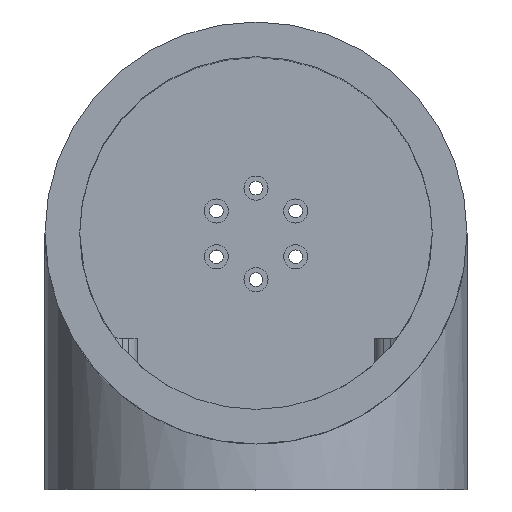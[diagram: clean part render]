
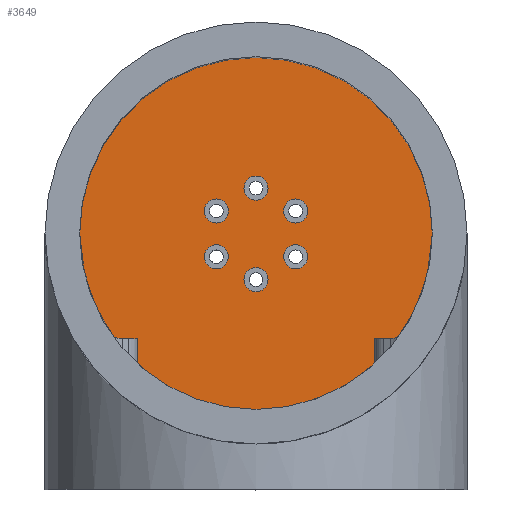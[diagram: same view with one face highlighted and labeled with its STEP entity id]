
A CAD part, top view. The second image highlights one B-rep face of the part: STEP entity #3649.
In plain terms, the highlighted planar face has unit normal (0, 0, 1).
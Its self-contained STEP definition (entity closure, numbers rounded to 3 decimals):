
#35 = VERTEX_POINT ( 'NONE', #2689 ) ;
#52 = VERTEX_POINT ( 'NONE', #3757 ) ;
#93 = EDGE_LOOP ( 'NONE', ( #3743, #648 ) ) ;
#94 = DIRECTION ( 'NONE',  ( 0., 0., 1. ) ) ;
#127 = PLANE ( 'NONE',  #236 ) ;
#147 = DIRECTION ( 'NONE',  ( 0., 0., -1. ) ) ;
#226 = CIRCLE ( 'NONE', #2489, 4. ) ;
#234 = AXIS2_PLACEMENT_3D ( 'NONE', #1831, #1896, #3919 ) ;
#236 = AXIS2_PLACEMENT_3D ( 'NONE', #3527, #4246, #1816 ) ;
#313 = ORIENTED_EDGE ( 'NONE', *, *, #2178, .F. ) ;
#333 = EDGE_LOOP ( 'NONE', ( #2567, #912 ) ) ;
#346 = CARTESIAN_POINT ( 'NONE',  ( 0.004, 15.18, 8. ) ) ;
#392 = EDGE_CURVE ( 'NONE', #35, #1095, #990, .T. ) ;
#428 = AXIS2_PLACEMENT_3D ( 'NONE', #2186, #94, #1132 ) ;
#453 = CARTESIAN_POINT ( 'NONE',  ( 9.154, -7.577, 8. ) ) ;
#518 = DIRECTION ( 'NONE',  ( -1., 0., 0. ) ) ;
#579 = ORIENTED_EDGE ( 'NONE', *, *, #1981, .F. ) ;
#629 = CARTESIAN_POINT ( 'NONE',  ( -58.5, 0., 8. ) ) ;
#643 = AXIS2_PLACEMENT_3D ( 'NONE', #1201, #2251, #3609 ) ;
#648 = ORIENTED_EDGE ( 'NONE', *, *, #3149, .F. ) ;
#654 = CARTESIAN_POINT ( 'NONE',  ( -17.146, 7.59, 8. ) ) ;
#665 = CARTESIAN_POINT ( 'NONE',  ( 0.004, -15.18, 8. ) ) ;
#698 = EDGE_CURVE ( 'NONE', #2094, #1148, #1785, .T. ) ;
#712 = AXIS2_PLACEMENT_3D ( 'NONE', #665, #1977, #2383 ) ;
#825 = FACE_BOUND ( 'NONE', #1832, .T. ) ;
#833 = CARTESIAN_POINT ( 'NONE',  ( -13.146, -7.59, 8. ) ) ;
#842 = EDGE_CURVE ( 'NONE', #3074, #967, #2213, .T. ) ;
#847 = VERTEX_POINT ( 'NONE', #935 ) ;
#856 = AXIS2_PLACEMENT_3D ( 'NONE', #3259, #3981, #4274 ) ;
#884 = DIRECTION ( 'NONE',  ( 1., 0., 0. ) ) ;
#912 = ORIENTED_EDGE ( 'NONE', *, *, #3735, .F. ) ;
#935 = CARTESIAN_POINT ( 'NONE',  ( -9.146, -7.59, 8. ) ) ;
#937 = EDGE_LOOP ( 'NONE', ( #1918, #3286 ) ) ;
#967 = VERTEX_POINT ( 'NONE', #3050 ) ;
#972 = EDGE_CURVE ( 'NONE', #973, #3905, #3975, .T. ) ;
#973 = VERTEX_POINT ( 'NONE', #3383 ) ;
#978 = DIRECTION ( 'NONE',  ( 1., 0., 0. ) ) ;
#990 = CIRCLE ( 'NONE', #3558, 4. ) ;
#1017 = VERTEX_POINT ( 'NONE', #3081 ) ;
#1095 = VERTEX_POINT ( 'NONE', #453 ) ;
#1132 = DIRECTION ( 'NONE',  ( 1., 0., 0. ) ) ;
#1148 = VERTEX_POINT ( 'NONE', #3151 ) ;
#1201 = CARTESIAN_POINT ( 'NONE',  ( -13.146, -7.59, 8. ) ) ;
#1247 = CARTESIAN_POINT ( 'NONE',  ( 13.154, 7.577, 8. ) ) ;
#1270 = DIRECTION ( 'NONE',  ( 0., 0., 1. ) ) ;
#1295 = VERTEX_POINT ( 'NONE', #2310 ) ;
#1344 = CARTESIAN_POINT ( 'NONE',  ( 9.154, 7.577, 8. ) ) ;
#1370 = EDGE_CURVE ( 'NONE', #1095, #35, #3847, .T. ) ;
#1442 = CIRCLE ( 'NONE', #234, 4. ) ;
#1454 = ORIENTED_EDGE ( 'NONE', *, *, #842, .F. ) ;
#1484 = VERTEX_POINT ( 'NONE', #1344 ) ;
#1506 = CARTESIAN_POINT ( 'NONE',  ( 0., 0., 8. ) ) ;
#1572 = AXIS2_PLACEMENT_3D ( 'NONE', #1506, #1795, #2863 ) ;
#1634 = AXIS2_PLACEMENT_3D ( 'NONE', #2478, #1822, #2439 ) ;
#1661 = CARTESIAN_POINT ( 'NONE',  ( 13.154, -7.577, 8. ) ) ;
#1676 = DIRECTION ( 'NONE',  ( 0., 0., 1. ) ) ;
#1728 = EDGE_CURVE ( 'NONE', #967, #3074, #3120, .T. ) ;
#1785 = CIRCLE ( 'NONE', #1572, 58.5 ) ;
#1795 = DIRECTION ( 'NONE',  ( 0., 0., -1. ) ) ;
#1816 = DIRECTION ( 'NONE',  ( -1., 0., 0. ) ) ;
#1822 = DIRECTION ( 'NONE',  ( 0., 0., 1. ) ) ;
#1831 = CARTESIAN_POINT ( 'NONE',  ( 13.154, 7.577, 8. ) ) ;
#1832 = EDGE_LOOP ( 'NONE', ( #3969, #4330 ) ) ;
#1842 = DIRECTION ( 'NONE',  ( 0., 0., 1. ) ) ;
#1857 = FACE_BOUND ( 'NONE', #2018, .T. ) ;
#1896 = DIRECTION ( 'NONE',  ( 0., 0., 1. ) ) ;
#1918 = ORIENTED_EDGE ( 'NONE', *, *, #392, .F. ) ;
#1964 = CARTESIAN_POINT ( 'NONE',  ( 13.154, -7.577, 8. ) ) ;
#1977 = DIRECTION ( 'NONE',  ( 0., 0., 1. ) ) ;
#1981 = EDGE_CURVE ( 'NONE', #3905, #973, #4187, .T. ) ;
#2018 = EDGE_LOOP ( 'NONE', ( #313, #3566 ) ) ;
#2026 = CARTESIAN_POINT ( 'NONE',  ( -3.996, -15.18, 8. ) ) ;
#2094 = VERTEX_POINT ( 'NONE', #629 ) ;
#2097 = VERTEX_POINT ( 'NONE', #654 ) ;
#2175 = FACE_BOUND ( 'NONE', #2180, .T. ) ;
#2178 = EDGE_CURVE ( 'NONE', #52, #2097, #3972, .T. ) ;
#2180 = EDGE_LOOP ( 'NONE', ( #3127, #579 ) ) ;
#2186 = CARTESIAN_POINT ( 'NONE',  ( 0.004, -15.18, 8. ) ) ;
#2210 = EDGE_CURVE ( 'NONE', #847, #1295, #2560, .T. ) ;
#2213 = CIRCLE ( 'NONE', #856, 4. ) ;
#2251 = DIRECTION ( 'NONE',  ( 0., 0., 1. ) ) ;
#2292 = CIRCLE ( 'NONE', #4345, 4. ) ;
#2310 = CARTESIAN_POINT ( 'NONE',  ( -17.146, -7.59, 8. ) ) ;
#2354 = CIRCLE ( 'NONE', #643, 4. ) ;
#2367 = FACE_BOUND ( 'NONE', #93, .T. ) ;
#2383 = DIRECTION ( 'NONE',  ( 1., 0., 0. ) ) ;
#2436 = DIRECTION ( 'NONE',  ( 0., 0., 1. ) ) ;
#2439 = DIRECTION ( 'NONE',  ( 1., 0., 0. ) ) ;
#2459 = EDGE_CURVE ( 'NONE', #2097, #52, #226, .T. ) ;
#2478 = CARTESIAN_POINT ( 'NONE',  ( -13.146, 7.59, 8. ) ) ;
#2489 = AXIS2_PLACEMENT_3D ( 'NONE', #3699, #1676, #2988 ) ;
#2520 = FACE_BOUND ( 'NONE', #2523, .T. ) ;
#2523 = EDGE_LOOP ( 'NONE', ( #1454, #3483 ) ) ;
#2560 = CIRCLE ( 'NONE', #3210, 4. ) ;
#2567 = ORIENTED_EDGE ( 'NONE', *, *, #698, .F. ) ;
#2623 = DIRECTION ( 'NONE',  ( 1., 0., 0. ) ) ;
#2689 = CARTESIAN_POINT ( 'NONE',  ( 17.154, -7.577, 8. ) ) ;
#2817 = EDGE_CURVE ( 'NONE', #1295, #847, #2354, .T. ) ;
#2863 = DIRECTION ( 'NONE',  ( -1., 0., 0. ) ) ;
#2988 = DIRECTION ( 'NONE',  ( 1., 0., 0. ) ) ;
#3050 = CARTESIAN_POINT ( 'NONE',  ( -3.996, 15.18, 8. ) ) ;
#3074 = VERTEX_POINT ( 'NONE', #4087 ) ;
#3081 = CARTESIAN_POINT ( 'NONE',  ( 17.154, 7.577, 8. ) ) ;
#3120 = CIRCLE ( 'NONE', #4173, 4. ) ;
#3127 = ORIENTED_EDGE ( 'NONE', *, *, #972, .F. ) ;
#3149 = EDGE_CURVE ( 'NONE', #1484, #1017, #1442, .T. ) ;
#3151 = CARTESIAN_POINT ( 'NONE',  ( 58.5, 0., 8. ) ) ;
#3162 = DIRECTION ( 'NONE',  ( 1., 0., 0. ) ) ;
#3210 = AXIS2_PLACEMENT_3D ( 'NONE', #833, #1842, #3162 ) ;
#3259 = CARTESIAN_POINT ( 'NONE',  ( 0.004, 15.18, 8. ) ) ;
#3286 = ORIENTED_EDGE ( 'NONE', *, *, #1370, .F. ) ;
#3338 = AXIS2_PLACEMENT_3D ( 'NONE', #1661, #3682, #884 ) ;
#3383 = CARTESIAN_POINT ( 'NONE',  ( 4.004, -15.18, 8. ) ) ;
#3483 = ORIENTED_EDGE ( 'NONE', *, *, #1728, .F. ) ;
#3527 = CARTESIAN_POINT ( 'NONE',  ( 0., 0., 8. ) ) ;
#3558 = AXIS2_PLACEMENT_3D ( 'NONE', #1964, #1270, #3950 ) ;
#3566 = ORIENTED_EDGE ( 'NONE', *, *, #2459, .F. ) ;
#3608 = DIRECTION ( 'NONE',  ( 0., 0., 1. ) ) ;
#3609 = DIRECTION ( 'NONE',  ( 1., 0., 0. ) ) ;
#3649 = ADVANCED_FACE ( 'NONE', ( #2367, #2520, #1857, #825, #2175, #4210, #3880 ), #127, .F. ) ;
#3682 = DIRECTION ( 'NONE',  ( 0., 0., 1. ) ) ;
#3699 = CARTESIAN_POINT ( 'NONE',  ( -13.146, 7.59, 8. ) ) ;
#3735 = EDGE_CURVE ( 'NONE', #1148, #2094, #3987, .T. ) ;
#3743 = ORIENTED_EDGE ( 'NONE', *, *, #3789, .F. ) ;
#3757 = CARTESIAN_POINT ( 'NONE',  ( -9.146, 7.59, 8. ) ) ;
#3789 = EDGE_CURVE ( 'NONE', #1017, #1484, #2292, .T. ) ;
#3847 = CIRCLE ( 'NONE', #3338, 4. ) ;
#3854 = AXIS2_PLACEMENT_3D ( 'NONE', #4162, #147, #518 ) ;
#3880 = FACE_OUTER_BOUND ( 'NONE', #333, .T. ) ;
#3905 = VERTEX_POINT ( 'NONE', #2026 ) ;
#3919 = DIRECTION ( 'NONE',  ( 1., 0., 0. ) ) ;
#3950 = DIRECTION ( 'NONE',  ( 1., 0., 0. ) ) ;
#3969 = ORIENTED_EDGE ( 'NONE', *, *, #2210, .F. ) ;
#3972 = CIRCLE ( 'NONE', #1634, 4. ) ;
#3975 = CIRCLE ( 'NONE', #712, 4. ) ;
#3981 = DIRECTION ( 'NONE',  ( 0., 0., 1. ) ) ;
#3987 = CIRCLE ( 'NONE', #3854, 58.5 ) ;
#4087 = CARTESIAN_POINT ( 'NONE',  ( 4.004, 15.18, 8. ) ) ;
#4162 = CARTESIAN_POINT ( 'NONE',  ( 0., 0., 8. ) ) ;
#4173 = AXIS2_PLACEMENT_3D ( 'NONE', #346, #2436, #978 ) ;
#4187 = CIRCLE ( 'NONE', #428, 4. ) ;
#4210 = FACE_BOUND ( 'NONE', #937, .T. ) ;
#4246 = DIRECTION ( 'NONE',  ( 0., 0., -1. ) ) ;
#4274 = DIRECTION ( 'NONE',  ( 1., 0., 0. ) ) ;
#4330 = ORIENTED_EDGE ( 'NONE', *, *, #2817, .F. ) ;
#4345 = AXIS2_PLACEMENT_3D ( 'NONE', #1247, #3608, #2623 ) ;
